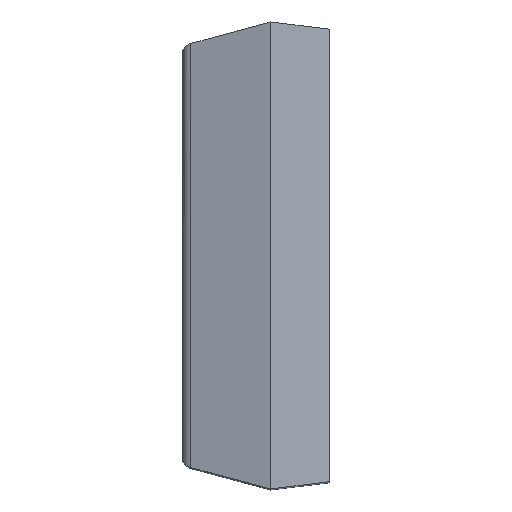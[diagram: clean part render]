
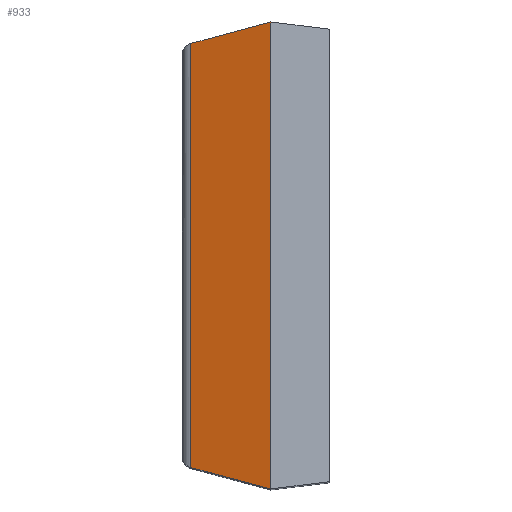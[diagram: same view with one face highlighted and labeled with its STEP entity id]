
A CAD part, top view. The second image highlights one B-rep face of the part: STEP entity #933.
In plain terms, the highlighted planar face has unit normal (-0.259, 0, 0.966).
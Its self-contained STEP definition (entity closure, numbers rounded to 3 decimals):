
#108=FACE_OUTER_BOUND('',#1098,.T.);
#226=PLANE('',#2392);
#338=LINE('',#3153,#625);
#362=LINE('',#3209,#649);
#364=LINE('',#3213,#651);
#366=LINE('',#3218,#653);
#625=VECTOR('',#2567,1.);
#649=VECTOR('',#2631,1.);
#651=VECTOR('',#2635,1.);
#653=VECTOR('',#2643,1.);
#933=ADVANCED_FACE('',(#108),#226,.T.);
#1098=EDGE_LOOP('',(#1331,#1332,#1333,#1334));
#1331=ORIENTED_EDGE('',*,*,#2055,.F.);
#1332=ORIENTED_EDGE('',*,*,#2085,.T.);
#1333=ORIENTED_EDGE('',*,*,#2087,.F.);
#1334=ORIENTED_EDGE('',*,*,#2083,.T.);
#1843=VERTEX_POINT('',#3152);
#1844=VERTEX_POINT('',#3154);
#1854=VERTEX_POINT('',#3193);
#1856=VERTEX_POINT('',#3212);
#2055=EDGE_CURVE('',#1843,#1844,#338,.T.);
#2083=EDGE_CURVE('',#1854,#1844,#362,.T.);
#2085=EDGE_CURVE('',#1843,#1856,#364,.T.);
#2087=EDGE_CURVE('',#1854,#1856,#366,.T.);
#2392=AXIS2_PLACEMENT_3D('',#3220,#2646,#2647);
#2567=DIRECTION('',(0.,1.,0.));
#2631=DIRECTION('',(-0.935,-0.251,-0.251));
#2635=DIRECTION('',(0.935,-0.251,0.251));
#2643=DIRECTION('',(0.,-1.,0.));
#2646=DIRECTION('',(-0.259,0.,0.966));
#2647=DIRECTION('',(-0.966,0.,-0.259));
#3152=CARTESIAN_POINT('',(-1.994,-7.176,24.396));
#3153=CARTESIAN_POINT('',(-1.994,7.9,24.396));
#3154=CARTESIAN_POINT('',(-1.994,7.176,24.396));
#3193=CARTESIAN_POINT('',(0.71,7.9,25.12));
#3209=CARTESIAN_POINT('',(-3.256,6.837,24.057));
#3212=CARTESIAN_POINT('',(0.71,-7.9,25.12));
#3213=CARTESIAN_POINT('',(-8.357,-5.471,22.691));
#3218=CARTESIAN_POINT('',(0.71,7.9,25.12));
#3220=CARTESIAN_POINT('',(-2.29,7.9,24.316));
